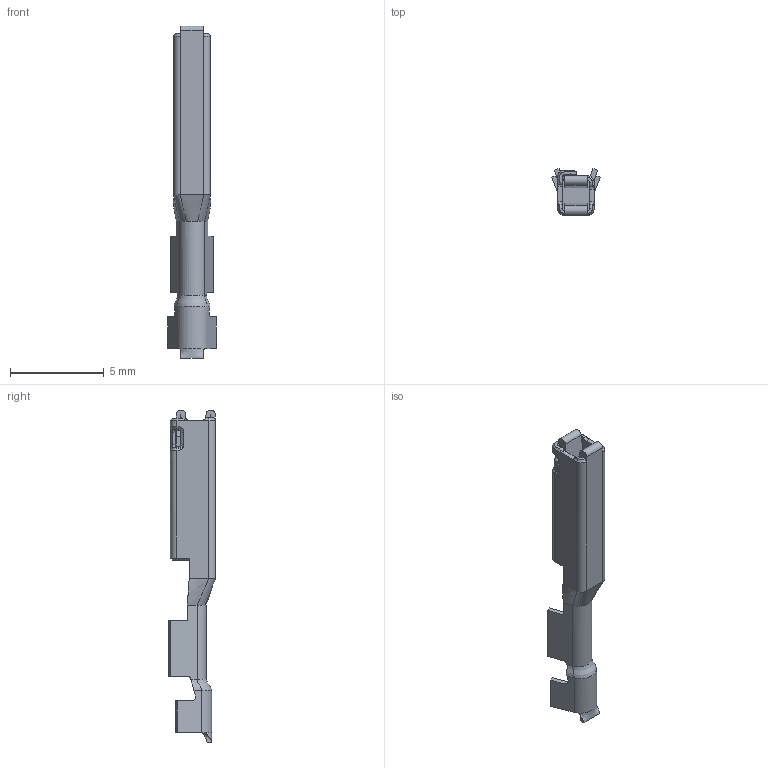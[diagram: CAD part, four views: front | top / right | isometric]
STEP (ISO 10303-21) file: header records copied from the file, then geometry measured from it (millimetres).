
FILE_DESCRIPTION((''),'2;1');
FILE_NAME('C-1393367-1','2016-08-17T',('workeradm'),('Tyco Electronics Ltd.'),'CREO PARAMETRIC BY PTC INC, 2016050','CREO PARAMETRIC BY PTC INC, 2016050','');
FILE_SCHEMA(('AUTOMOTIVE_DESIGN { 1 0 10303 214 1 1 1 1 }'));
Length unit declared in the file: millimetre
Products named in the file (1): C-1393367-1
Bounding box: 2.59 x 2.5 x 17.7 mm (x, y, z)
Surface area: 184.1 mm2 (no closed solid volume)
Topology: 0 solids, 1 shells, 199 faces, 540 edges, 338 vertices
Faces by surface type: plane 109, cylinder 50, bspline 25, cone 15
Entity records: 7859 total; most frequent: CARTESIAN_POINT 2786, ORIENTED_EDGE 1080, DIRECTION 934, EDGE_CURVE 540, VECTOR 378, LINE 378, VERTEX_POINT 339, AXIS2_PLACEMENT_3D 278
